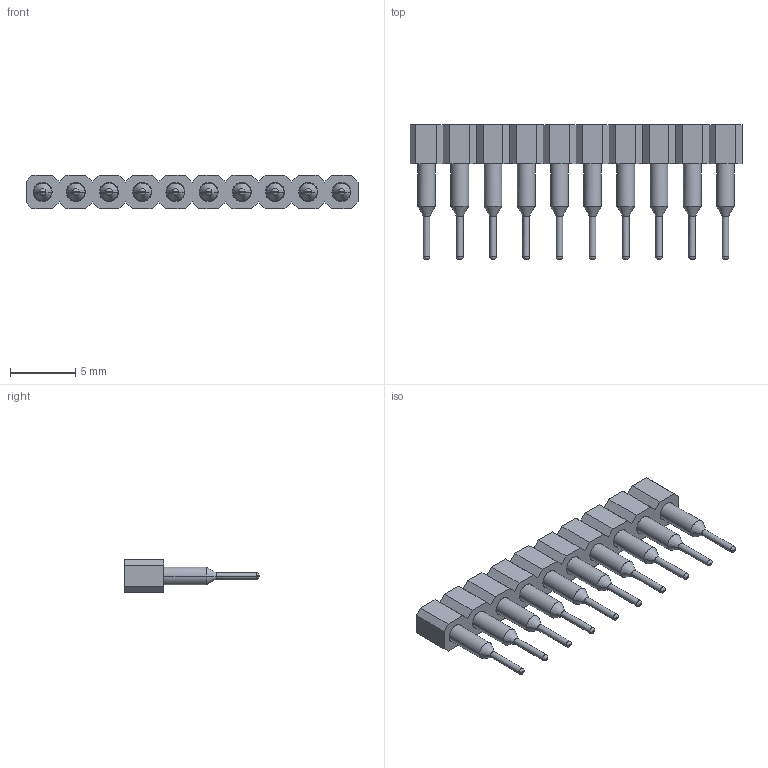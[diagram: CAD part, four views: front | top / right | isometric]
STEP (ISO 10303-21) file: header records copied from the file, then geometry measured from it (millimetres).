
FILE_DESCRIPTION( ('This file contains a STEP AP42 implementation' ,'as created by ZW3D STEP Interface translator.') ,'2;1' );
FILE_NAME( '3520-301XXSXX103X1.stp' ,'231016.1410 2', (''), ('ZWCAD Software Co.'), 'Version 1.0', 'ZW3D to STEP translator', '' );
FILE_SCHEMA(('AUTOMOTIVE_DESIGN { 1 0 10303 214 1 1 1 1 }'));
Length unit declared in the file: millimetre
Products named in the file (2): 0; 3520-30120SXX103X1
Bounding box: 25.4 x 10.3 x 2.54 mm (x, y, z)
Volume: 187.4 mm3; surface area: 955.9 mm2
Topology: 1 solids, 11 shells, 814 faces, 2026 edges, 1244 vertices
Faces by surface type: bspline 300, plane 294, cone 180, cylinder 40
Entity records: 42117 total; most frequent: CARTESIAN_POINT 27476, ORIENTED_EDGE 4052, EDGE_CURVE 1986, B_SPLINE_CURVE_WITH_KNOTS 1844, VERTEX_POINT 1244, DIRECTION 1032, EDGE_LOOP 884, FACE_OUTER_BOUND 814
